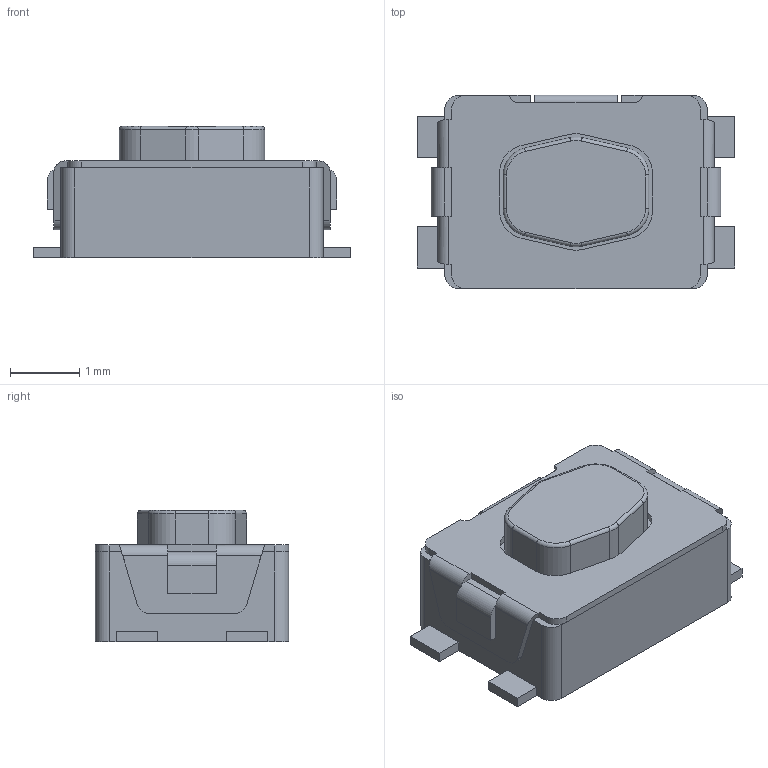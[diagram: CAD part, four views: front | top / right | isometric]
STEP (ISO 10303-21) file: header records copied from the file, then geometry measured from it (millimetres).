
FILE_DESCRIPTION(/* description */ ('model of SW_Push_1P1T-SH_NO_CK_KMR2xxG'),/* implementation_level */ '2;1');
FILE_NAME(/* name */ 'SW_Push_1P1T-SH_NO_CK_KMR2xxG.step',/* time_stamp */ '2020-10-28T17:48:20',/* author */ ('kicad StepUp','ksu'),/* organization */ ('FreeCAD'),/* preprocessor_version */ 'OCC',/* originating_system */ 'kicad StepUp',/* authorisation */ '');
FILE_SCHEMA(('AUTOMOTIVE_DESIGN { 1 0 10303 214 1 1 1 1 }'));
Length unit declared in the file: millimetre
Products named in the file (1): SW_Push_1P1T_SH_NO_CK_KMR2xxG
Bounding box: 4.6 x 2.8 x 1.9 mm (x, y, z)
Volume: 16.7 mm3; surface area: 47.6 mm2
Topology: 1 solids, 1 shells, 141 faces, 381 edges, 244 vertices
Faces by surface type: plane 94, cylinder 41, torus 6
Entity records: 5392 total; most frequent: CARTESIAN_POINT 767, ORIENTED_EDGE 762, DIRECTION 761, EDGE_CURVE 381, LINE 285, VECTOR 285, VERTEX_POINT 244, AXIS2_PLACEMENT_3D 238
